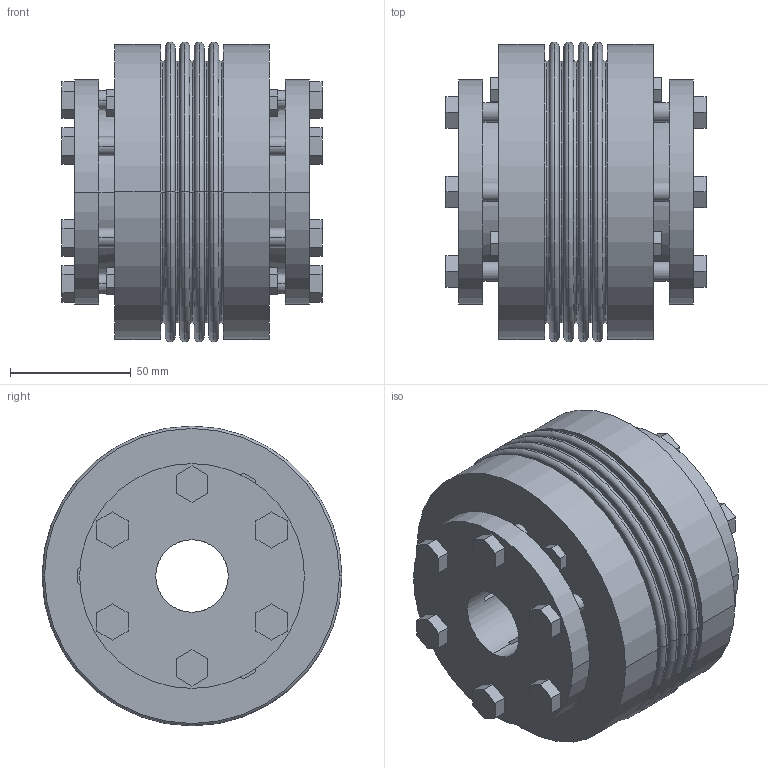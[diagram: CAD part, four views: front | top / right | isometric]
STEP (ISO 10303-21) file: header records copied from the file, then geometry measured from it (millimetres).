
FILE_DESCRIPTION(('STEP AP214'),'1');
FILE_NAME('cctmp_054BDF28-8482-4373-A77C-8D38C1B61F7D_2023_06_09_08_38_58_0861..stp','2023-06-09T06:38:59',('R+W Antriebselemente GmbH'),('CADClick - www.CADClick.com'),'Spatial InterOp 3D',' ','unknown authorization');
FILE_SCHEMA(('AUTOMOTIVE_DESIGN'));
Length unit declared in the file: millimetre
Products named in the file (1): BK3/500/97/30/42
Bounding box: 107.6 x 124 x 124 mm (x, y, z)
Volume: 695089.8 mm3; surface area: 133013.9 mm2
Topology: 1 solids, 1 shells, 290 faces, 726 edges, 474 vertices
Faces by surface type: plane 188, cylinder 62, torus 36, cone 4
Entity records: 12236 total; most frequent: DIRECTION 1574, CARTESIAN_POINT 1491, ORIENTED_EDGE 1452, EDGE_CURVE 726, PRESENTATION_STYLE_ASSIGNMENT 577, COLOUR_RGB 577, AXIS2_PLACEMENT_3D 557, VERTEX_POINT 474
